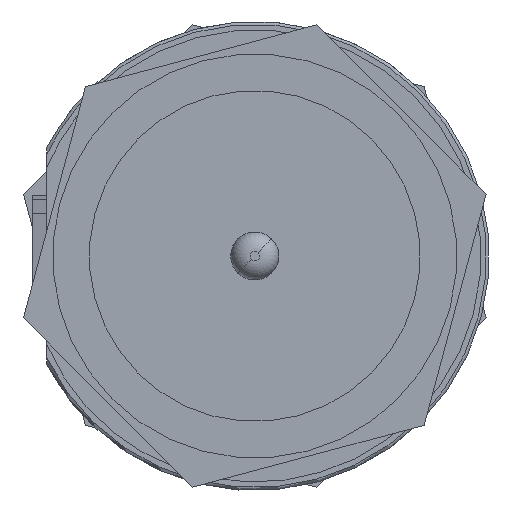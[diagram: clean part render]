
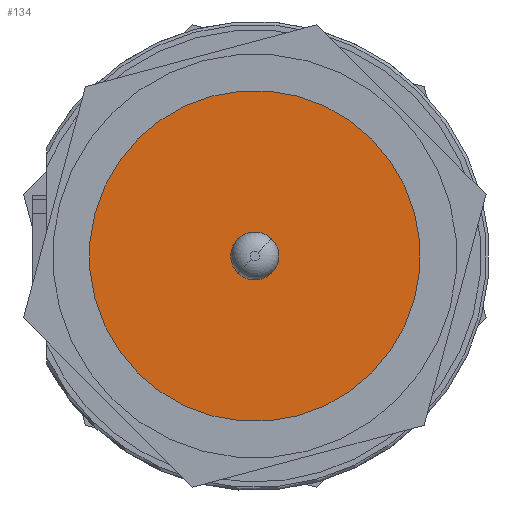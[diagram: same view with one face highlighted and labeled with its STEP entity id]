
A CAD part, front view. The second image highlights one B-rep face of the part: STEP entity #134.
In plain terms, the highlighted face is planar.
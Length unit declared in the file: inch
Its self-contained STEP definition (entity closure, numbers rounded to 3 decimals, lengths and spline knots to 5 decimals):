
#107 = EDGE_CURVE ( 'NONE', #517, #308, #2187, .T. ) ;
#108 = ORIENTED_EDGE ( 'NONE', *, *, #220, .T. ) ;
#112 = ORIENTED_EDGE ( 'NONE', *, *, #516, .F. ) ;
#134 = ADVANCED_FACE ( 'NONE', ( #2405, #2508 ), #2506, .T. ) ;
#135 = EDGE_LOOP ( 'NONE', ( #136, #108 ) ) ;
#136 = ORIENTED_EDGE ( 'NONE', *, *, #227, .T. ) ;
#145 = ORIENTED_EDGE ( 'NONE', *, *, #107, .F. ) ;
#220 = EDGE_CURVE ( 'NONE', #309, #310, #2479, .T. ) ;
#226 = EDGE_LOOP ( 'NONE', ( #145, #112 ) ) ;
#227 = EDGE_CURVE ( 'NONE', #310, #309, #2468, .T. ) ;
#308 = VERTEX_POINT ( 'NONE', #2584 ) ;
#309 = VERTEX_POINT ( 'NONE', #2583 ) ;
#310 = VERTEX_POINT ( 'NONE', #2582 ) ;
#516 = EDGE_CURVE ( 'NONE', #308, #517, #2948, .T. ) ;
#517 = VERTEX_POINT ( 'NONE', #2944 ) ;
#2183 = DIRECTION ( 'NONE',  ( 0., 0., 1. ) ) ;
#2184 = DIRECTION ( 'NONE',  ( 0., 1., 0. ) ) ;
#2185 = CARTESIAN_POINT ( 'NONE',  ( 0., 0.123, 0. ) ) ;
#2186 = AXIS2_PLACEMENT_3D ( 'NONE', #2185, #2184, #2183 ) ;
#2187 = CIRCLE ( 'NONE', #2186, 0.025 ) ;
#2405 = FACE_OUTER_BOUND ( 'NONE', #135, .T. ) ;
#2467 = AXIS2_PLACEMENT_3D ( 'NONE', #2501, #2500, #2499 ) ;
#2468 = CIRCLE ( 'NONE', #2467, 0.172 ) ;
#2476 = DIRECTION ( 'NONE',  ( 0., 0., 1. ) ) ;
#2477 = DIRECTION ( 'NONE',  ( 0., 1., 0. ) ) ;
#2478 = AXIS2_PLACEMENT_3D ( 'NONE', #2483, #2477, #2476 ) ;
#2479 = CIRCLE ( 'NONE', #2478, 0.172 ) ;
#2483 = CARTESIAN_POINT ( 'NONE',  ( 0., 0.123, 0. ) ) ;
#2499 = DIRECTION ( 'NONE',  ( 0., 0., 1. ) ) ;
#2500 = DIRECTION ( 'NONE',  ( 0., 1., 0. ) ) ;
#2501 = CARTESIAN_POINT ( 'NONE',  ( 0., 0.123, 0. ) ) ;
#2502 = DIRECTION ( 'NONE',  ( 0., 0., 1. ) ) ;
#2503 = DIRECTION ( 'NONE',  ( 0., 1., 0. ) ) ;
#2504 = CARTESIAN_POINT ( 'NONE',  ( 0., 0.123, 0. ) ) ;
#2505 = AXIS2_PLACEMENT_3D ( 'NONE', #2504, #2503, #2502 ) ;
#2506 = PLANE ( 'NONE',  #2505 ) ;
#2508 = FACE_BOUND ( 'NONE', #226, .T. ) ;
#2582 = CARTESIAN_POINT ( 'NONE',  ( 0., 0.123, 0.172 ) ) ;
#2583 = CARTESIAN_POINT ( 'NONE',  ( 0., 0.123, -0.172 ) ) ;
#2584 = CARTESIAN_POINT ( 'NONE',  ( 0., 0.123, 0.025 ) ) ;
#2834 = CARTESIAN_POINT ( 'NONE',  ( 0., 0.123, 0. ) ) ;
#2944 = CARTESIAN_POINT ( 'NONE',  ( 0., 0.123, -0.025 ) ) ;
#2945 = DIRECTION ( 'NONE',  ( 0., 0., 1. ) ) ;
#2946 = DIRECTION ( 'NONE',  ( 0., 1., 0. ) ) ;
#2947 = AXIS2_PLACEMENT_3D ( 'NONE', #2834, #2946, #2945 ) ;
#2948 = CIRCLE ( 'NONE', #2947, 0.025 ) ;
